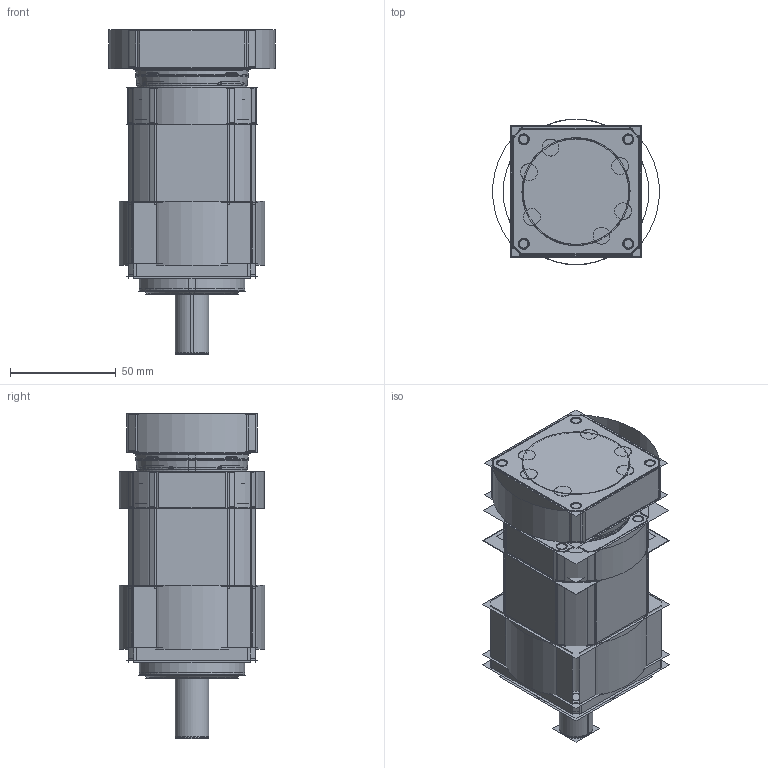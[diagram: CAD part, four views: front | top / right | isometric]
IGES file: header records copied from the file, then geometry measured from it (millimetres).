
Start section:  PTC IGES file: ab060a2-p4120403.igs
Global section: file name: ab060a2-p4120403.igs; native system: Pro/ENGINEER by Parametric Technology Corporation; preprocessor: 2006170; author: d00280; organization: Unknown; date: 20080226.170035; units: millimetre
Bounding box: 78.74 x 69 x 154.37 mm (x, y, z)
Surface area: 225299.9 mm2 (no closed solid volume)
Topology: 0 solids, 0 shells, 932 faces, 12657 edges, 16697 vertices
Faces by surface type: revolution 734, bspline 198
